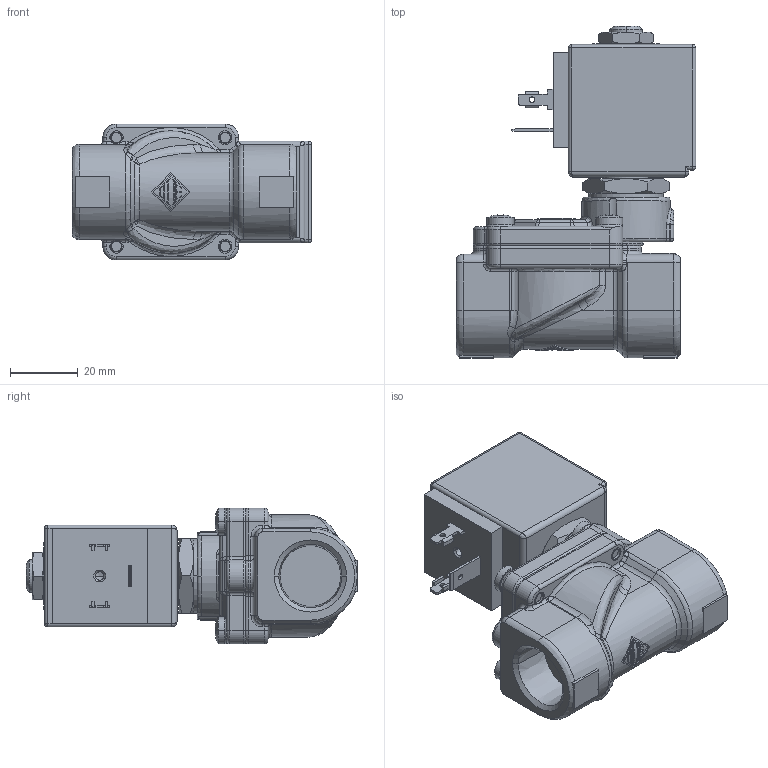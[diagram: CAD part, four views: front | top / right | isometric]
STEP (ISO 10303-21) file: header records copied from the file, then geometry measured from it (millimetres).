
FILE_DESCRIPTION((''),'2;1');
FILE_NAME('21WN4K0V130_BDA_INGOMBRO_ASM','2009-07-21T',('romeri'),('O.D.E.'),'PRO/ENGINEER BY PARAMETRIC TECHNOLOGY CORPORATION, 2005450','PRO/ENGINEER BY PARAMETRIC TECHNOLOGY CORPORATION, 2005450','');
FILE_SCHEMA(('CONFIG_CONTROL_DESIGN'));
Length unit declared in the file: millimetre
Products named in the file (8): 450WN4_130_INGOMBRO; 452182_INGOMBRO; 450606_INGOMBRO; BOBINA_8_W_INGOMBRO; 450145; 450146; 990445; 21WN4K0V130_BDA_INGOMBRO_ASM
Assembly tree (10 placements, depth 2):
  21WN4K0V130_BDA_INGOMBRO_ASM
    450WN4_130_INGOMBRO
    452182_INGOMBRO
    450606_INGOMBRO
    BOBINA_8_W_INGOMBRO
    450145
    450146
    990445  x4
Bounding box: 70.5 x 97.73 x 40 mm (x, y, z)
Volume: 105427.9 mm3; surface area: 38567.5 mm2
Topology: 10 solids, 20 shells, 902 faces, 2129 edges, 1292 vertices
Faces by surface type: plane 377, cylinder 261, torus 99, bspline 66, cone 63, sphere 36
Entity records: 37119 total; most frequent: CARTESIAN_POINT 7641, DIRECTION 3979, ORIENTED_EDGE 3872, PRESENTATION_STYLE_ASSIGNMENT 2514, EDGE_CURVE 1947, STYLED_ITEM 1910, CURVE_STYLE 1855, AXIS2_PLACEMENT_3D 1543
